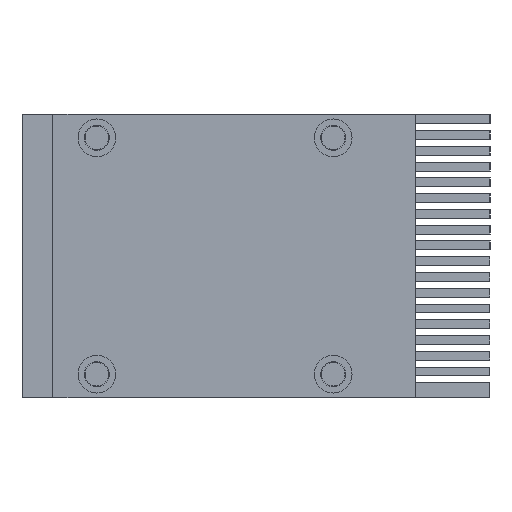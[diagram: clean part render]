
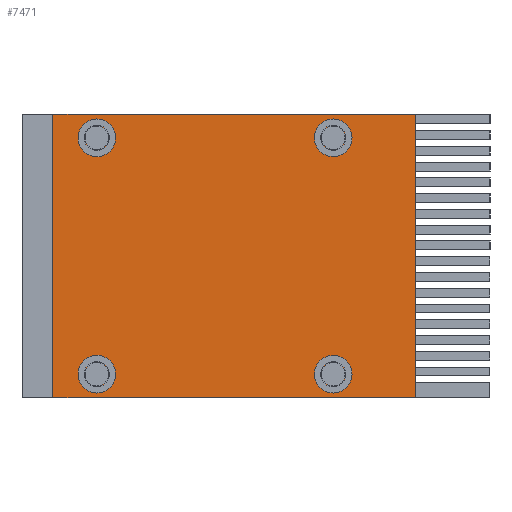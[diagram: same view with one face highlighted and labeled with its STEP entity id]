
A CAD part, front view. The second image highlights one B-rep face of the part: STEP entity #7471.
In plain terms, the highlighted planar face has unit normal (0, -1, 0).
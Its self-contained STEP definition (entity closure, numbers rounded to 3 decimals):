
#122 = CARTESIAN_POINT ( 'NONE',  ( -15.5, -0.5, -13.45 ) ) ;
#213 = DIRECTION ( 'NONE',  ( 0., -1., 0. ) ) ;
#312 = CARTESIAN_POINT ( 'NONE',  ( -21.071, -0.5, -18. ) ) ;
#521 = DIRECTION ( 'NONE',  ( 0., 0., -1. ) ) ;
#668 = EDGE_CURVE ( 'NONE', #11407, #6145, #3822, .T. ) ;
#717 = EDGE_CURVE ( 'NONE', #11043, #9319, #10459, .T. ) ;
#824 = CARTESIAN_POINT ( 'NONE',  ( 14.5, -0.5, 15. ) ) ;
#964 = EDGE_CURVE ( 'NONE', #10981, #6733, #4117, .T. ) ;
#1731 = CARTESIAN_POINT ( 'NONE',  ( 25., -0.5, -18. ) ) ;
#1823 = DIRECTION ( 'NONE',  ( 0., 0., -1. ) ) ;
#1850 = CARTESIAN_POINT ( 'NONE',  ( -21.071, -0.5, 0. ) ) ;
#2017 = FACE_OUTER_BOUND ( 'NONE', #9008, .T. ) ;
#2061 = EDGE_CURVE ( 'NONE', #6529, #3696, #3183, .T. ) ;
#2135 = ORIENTED_EDGE ( 'NONE', *, *, #7351, .F. ) ;
#2167 = PLANE ( 'NONE',  #9248 ) ;
#2321 = EDGE_CURVE ( 'NONE', #2588, #7814, #11946, .T. ) ;
#2340 = FACE_BOUND ( 'NONE', #6386, .T. ) ;
#2523 = CIRCLE ( 'NONE', #2648, 1.55 ) ;
#2536 = EDGE_LOOP ( 'NONE', ( #5236, #7506 ) ) ;
#2588 = VERTEX_POINT ( 'NONE', #7996 ) ;
#2648 = AXIS2_PLACEMENT_3D ( 'NONE', #11464, #5570, #12440 ) ;
#2819 = ORIENTED_EDGE ( 'NONE', *, *, #964, .F. ) ;
#2896 = DIRECTION ( 'NONE',  ( 0., -1., 0. ) ) ;
#3183 = CIRCLE ( 'NONE', #6280, 1.55 ) ;
#3467 = ORIENTED_EDGE ( 'NONE', *, *, #9494, .F. ) ;
#3696 = VERTEX_POINT ( 'NONE', #122 ) ;
#3822 = CIRCLE ( 'NONE', #5534, 1.55 ) ;
#3833 = DIRECTION ( 'NONE',  ( 0., 0., 1. ) ) ;
#3857 = EDGE_CURVE ( 'NONE', #3696, #6529, #11666, .T. ) ;
#3925 = DIRECTION ( 'NONE',  ( 0., -1., 0. ) ) ;
#4117 = LINE ( 'NONE', #1850, #9065 ) ;
#4196 = EDGE_LOOP ( 'NONE', ( #2135, #3467 ) ) ;
#4212 = CARTESIAN_POINT ( 'NONE',  ( -15.5, -0.5, -15. ) ) ;
#4235 = CARTESIAN_POINT ( 'NONE',  ( 14.5, -0.5, 16.55 ) ) ;
#4629 = DIRECTION ( 'NONE',  ( 0., 0., -1. ) ) ;
#4631 = FACE_BOUND ( 'NONE', #5470, .T. ) ;
#4813 = LINE ( 'NONE', #9562, #12356 ) ;
#4933 = CARTESIAN_POINT ( 'NONE',  ( -21.071, -0.5, 18. ) ) ;
#5199 = DIRECTION ( 'NONE',  ( 0., 0., -1. ) ) ;
#5236 = ORIENTED_EDGE ( 'NONE', *, *, #668, .F. ) ;
#5293 = CARTESIAN_POINT ( 'NONE',  ( -15.5, -0.5, -15. ) ) ;
#5349 = DIRECTION ( 'NONE',  ( 0., -1., 0. ) ) ;
#5382 = ORIENTED_EDGE ( 'NONE', *, *, #6814, .F. ) ;
#5453 = CIRCLE ( 'NONE', #11372, 1.55 ) ;
#5470 = EDGE_LOOP ( 'NONE', ( #9243, #12129 ) ) ;
#5534 = AXIS2_PLACEMENT_3D ( 'NONE', #11261, #5349, #12221 ) ;
#5570 = DIRECTION ( 'NONE',  ( 0., -1., 0. ) ) ;
#5856 = CIRCLE ( 'NONE', #12623, 1.55 ) ;
#6098 = EDGE_CURVE ( 'NONE', #6145, #11407, #5453, .T. ) ;
#6124 = CARTESIAN_POINT ( 'NONE',  ( 0., -0.5, 0. ) ) ;
#6145 = VERTEX_POINT ( 'NONE', #8846 ) ;
#6276 = DIRECTION ( 'NONE',  ( 0., 0., -1. ) ) ;
#6280 = AXIS2_PLACEMENT_3D ( 'NONE', #4212, #11116, #5199 ) ;
#6381 = ORIENTED_EDGE ( 'NONE', *, *, #11203, .F. ) ;
#6386 = EDGE_LOOP ( 'NONE', ( #6381, #7973 ) ) ;
#6398 = VERTEX_POINT ( 'NONE', #7361 ) ;
#6414 = DIRECTION ( 'NONE',  ( 0., -1., 0. ) ) ;
#6529 = VERTEX_POINT ( 'NONE', #12501 ) ;
#6703 = CARTESIAN_POINT ( 'NONE',  ( -15.5, -0.5, 16.55 ) ) ;
#6733 = VERTEX_POINT ( 'NONE', #4933 ) ;
#6814 = EDGE_CURVE ( 'NONE', #6733, #2588, #10988, .T. ) ;
#7005 = DIRECTION ( 'NONE',  ( 1., 0., 0. ) ) ;
#7115 = DIRECTION ( 'NONE',  ( 0., 0., -1. ) ) ;
#7262 = FACE_BOUND ( 'NONE', #2536, .T. ) ;
#7351 = EDGE_CURVE ( 'NONE', #10613, #6398, #9752, .T. ) ;
#7361 = CARTESIAN_POINT ( 'NONE',  ( -15.5, -0.5, 13.45 ) ) ;
#7471 = ADVANCED_FACE ( 'NONE', ( #2340, #10216, #7262, #4631, #2017 ), #2167, .T. ) ;
#7491 = AXIS2_PLACEMENT_3D ( 'NONE', #9856, #3925, #10835 ) ;
#7506 = ORIENTED_EDGE ( 'NONE', *, *, #6098, .F. ) ;
#7711 = DIRECTION ( 'NONE',  ( 0., -1., 0. ) ) ;
#7814 = VERTEX_POINT ( 'NONE', #1731 ) ;
#7973 = ORIENTED_EDGE ( 'NONE', *, *, #717, .F. ) ;
#7996 = CARTESIAN_POINT ( 'NONE',  ( 25., -0.5, 18. ) ) ;
#8172 = AXIS2_PLACEMENT_3D ( 'NONE', #12309, #6414, #521 ) ;
#8263 = ORIENTED_EDGE ( 'NONE', *, *, #8948, .F. ) ;
#8372 = VECTOR ( 'NONE', #7005, 1000. ) ;
#8801 = CARTESIAN_POINT ( 'NONE',  ( 14.5, -0.5, -15. ) ) ;
#8846 = CARTESIAN_POINT ( 'NONE',  ( 14.5, -0.5, -16.55 ) ) ;
#8948 = EDGE_CURVE ( 'NONE', #7814, #10981, #4813, .T. ) ;
#8955 = CARTESIAN_POINT ( 'NONE',  ( 25., -0.5, 18. ) ) ;
#9008 = EDGE_LOOP ( 'NONE', ( #2819, #8263, #10300, #5382 ) ) ;
#9065 = VECTOR ( 'NONE', #3833, 1000. ) ;
#9143 = CARTESIAN_POINT ( 'NONE',  ( 14.5, -0.5, -13.45 ) ) ;
#9203 = AXIS2_PLACEMENT_3D ( 'NONE', #5293, #12166, #6276 ) ;
#9243 = ORIENTED_EDGE ( 'NONE', *, *, #3857, .F. ) ;
#9248 = AXIS2_PLACEMENT_3D ( 'NONE', #6124, #213, #7115 ) ;
#9319 = VERTEX_POINT ( 'NONE', #4235 ) ;
#9494 = EDGE_CURVE ( 'NONE', #6398, #10613, #2523, .T. ) ;
#9562 = CARTESIAN_POINT ( 'NONE',  ( 25., -0.5, -18. ) ) ;
#9664 = VECTOR ( 'NONE', #4629, 1000. ) ;
#9752 = CIRCLE ( 'NONE', #7491, 1.55 ) ;
#9801 = DIRECTION ( 'NONE',  ( 0., 0., -1. ) ) ;
#9856 = CARTESIAN_POINT ( 'NONE',  ( -15.5, -0.5, 15. ) ) ;
#10216 = FACE_BOUND ( 'NONE', #4196, .T. ) ;
#10245 = CARTESIAN_POINT ( 'NONE',  ( 14.5, -0.5, 13.45 ) ) ;
#10300 = ORIENTED_EDGE ( 'NONE', *, *, #2321, .F. ) ;
#10459 = CIRCLE ( 'NONE', #8172, 1.55 ) ;
#10550 = DIRECTION ( 'NONE',  ( -1., 0., 0. ) ) ;
#10555 = CARTESIAN_POINT ( 'NONE',  ( 25., -0.5, -18. ) ) ;
#10613 = VERTEX_POINT ( 'NONE', #6703 ) ;
#10835 = DIRECTION ( 'NONE',  ( 0., 0., -1. ) ) ;
#10981 = VERTEX_POINT ( 'NONE', #312 ) ;
#10988 = LINE ( 'NONE', #8955, #8372 ) ;
#11043 = VERTEX_POINT ( 'NONE', #10245 ) ;
#11116 = DIRECTION ( 'NONE',  ( 0., -1., 0. ) ) ;
#11203 = EDGE_CURVE ( 'NONE', #9319, #11043, #5856, .T. ) ;
#11261 = CARTESIAN_POINT ( 'NONE',  ( 14.5, -0.5, -15. ) ) ;
#11372 = AXIS2_PLACEMENT_3D ( 'NONE', #8801, #2896, #9801 ) ;
#11407 = VERTEX_POINT ( 'NONE', #9143 ) ;
#11464 = CARTESIAN_POINT ( 'NONE',  ( -15.5, -0.5, 15. ) ) ;
#11666 = CIRCLE ( 'NONE', #9203, 1.55 ) ;
#11946 = LINE ( 'NONE', #10555, #9664 ) ;
#12129 = ORIENTED_EDGE ( 'NONE', *, *, #2061, .F. ) ;
#12166 = DIRECTION ( 'NONE',  ( 0., -1., 0. ) ) ;
#12221 = DIRECTION ( 'NONE',  ( 0., 0., -1. ) ) ;
#12309 = CARTESIAN_POINT ( 'NONE',  ( 14.5, -0.5, 15. ) ) ;
#12356 = VECTOR ( 'NONE', #10550, 1000. ) ;
#12440 = DIRECTION ( 'NONE',  ( 0., 0., -1. ) ) ;
#12501 = CARTESIAN_POINT ( 'NONE',  ( -15.5, -0.5, -16.55 ) ) ;
#12623 = AXIS2_PLACEMENT_3D ( 'NONE', #824, #7711, #1823 ) ;
